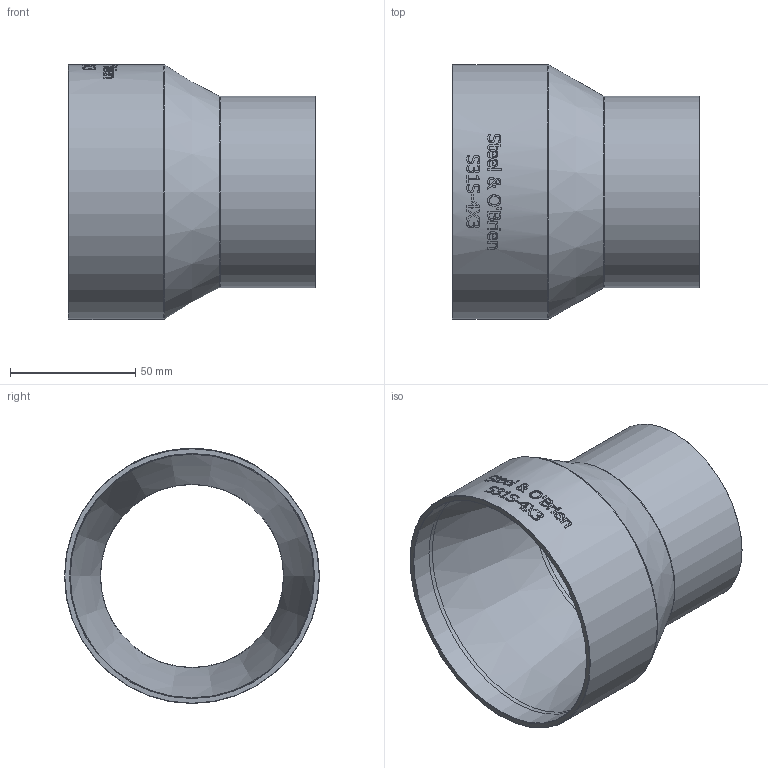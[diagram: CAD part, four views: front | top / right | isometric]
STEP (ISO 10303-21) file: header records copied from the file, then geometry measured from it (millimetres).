
FILE_DESCRIPTION(/* description */ (''),/* implementation_level */ '2;1');
FILE_NAME(/* name */ 'S31S-4X3.stp',/* time_stamp */ '2018-11-20T11:51:54-05:00',/* author */ ('rick'),/* organization */ (''),/* preprocessor_version */ 'ST-DEVELOPER v15.2',/* originating_system */ 'Autodesk Inventor 2014',/* authorisation */ '');
FILE_SCHEMA (('AUTOMOTIVE_DESIGN { 1 0 10303 214 3 1 1 }'));
Length unit declared in the file: inch
Products named in the file (1): S31S-4X3
Bounding box: 98.42 x 101.6 x 101.6 mm (x, y, z)
Volume: 105285.2 mm3; surface area: 54981.9 mm2
Topology: 1 solids, 1 shells, 381 faces, 1032 edges, 684 vertices
Faces by surface type: bspline 190, plane 146, cylinder 35, torus 8, cone 2
Full cylindrical faces by diameter (mm): 72.898 x1, 76.2 x1, 97.384 x1, 101.6 x1
Entity records: 15186 total; most frequent: CARTESIAN_POINT 6717, ORIENTED_EDGE 2036, DIRECTION 1206, EDGE_CURVE 1018, VERTEX_POINT 684, LINE 454, VECTOR 454, EDGE_LOOP 428
